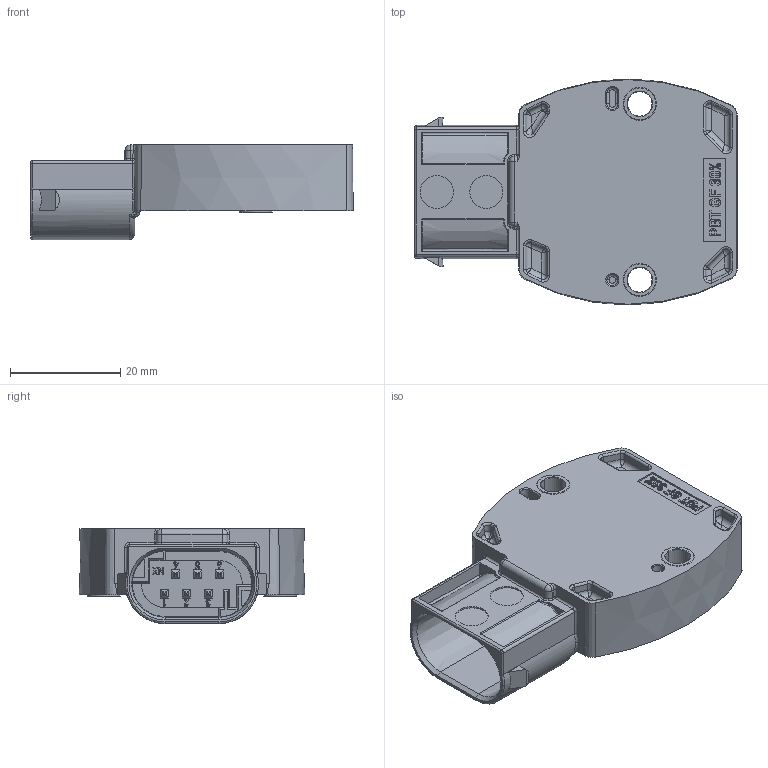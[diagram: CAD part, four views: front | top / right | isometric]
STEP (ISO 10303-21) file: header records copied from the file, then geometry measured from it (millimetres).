
FILE_DESCRIPTION (( 'STEP AP214' ), '1' );
FILE_NAME ('RFE-3201-____-____-521.STEP', '2021-04-14T10:57:58', ( '' ), ( '' ), 'SwSTEP 2.0', 'SolidWorks 2020', '' );
FILE_SCHEMA (( 'AUTOMOTIVE_DESIGN' ));
Length unit declared in the file: millimetre
Products named in the file (1): RFE-3201-____-____-521
Bounding box: 58.6 x 41.03 x 17.3 mm (x, y, z)
Volume: 19100.5 mm3; surface area: 8366.1 mm2
Topology: 1 solids, 9 shells, 1000 faces, 2505 edges, 1553 vertices
Faces by surface type: plane 436, bspline 268, cylinder 165, cone 91, torus 36, sphere 4
Entity records: 52926 total; most frequent: CARTESIAN_POINT 20149, ORIENTED_EDGE 4966, DIRECTION 3721, EDGE_CURVE 2483, VERTEX_POINT 1553, VECTOR 1443, LINE 1443, AXIS2_PLACEMENT_3D 1139
